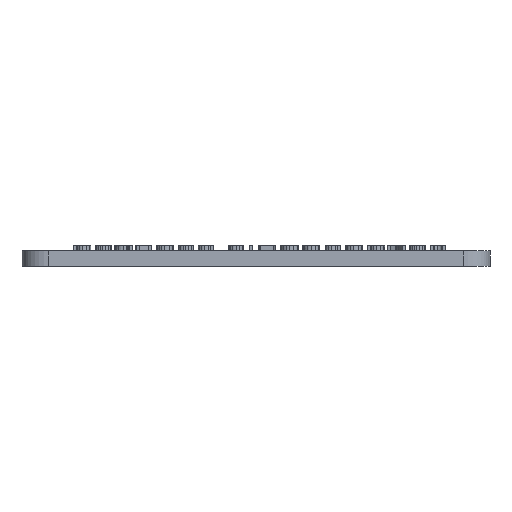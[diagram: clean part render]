
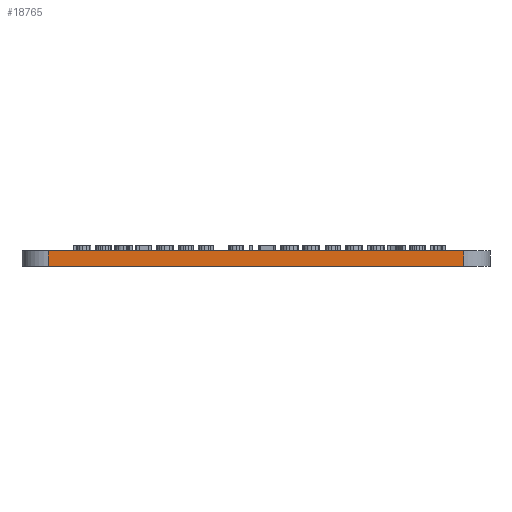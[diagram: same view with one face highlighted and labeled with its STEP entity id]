
A CAD part, left-side view. The second image highlights one B-rep face of the part: STEP entity #18765.
In plain terms, the highlighted planar face has unit normal (-1, 0, 0).
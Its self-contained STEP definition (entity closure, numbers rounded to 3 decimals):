
#18707 = VERTEX_POINT('',#18708);
#18708 = CARTESIAN_POINT('',(-12.365,35.298,3.));
#18715 = EDGE_CURVE('',#18716,#18707,#18718,.T.);
#18716 = VERTEX_POINT('',#18717);
#18717 = CARTESIAN_POINT('',(-12.365,35.298,0.));
#18718 = LINE('',#18719,#18720);
#18719 = CARTESIAN_POINT('',(-12.365,35.298,0.));
#18720 = VECTOR('',#18721,1.);
#18721 = DIRECTION('',(0.,0.,1.));
#18765 = ADVANCED_FACE('',(#18766),#18791,.F.);
#18766 = FACE_BOUND('',#18767,.F.);
#18767 = EDGE_LOOP('',(#18768,#18769,#18777,#18785));
#18768 = ORIENTED_EDGE('',*,*,#18715,.T.);
#18769 = ORIENTED_EDGE('',*,*,#18770,.T.);
#18770 = EDGE_CURVE('',#18707,#18771,#18773,.T.);
#18771 = VERTEX_POINT('',#18772);
#18772 = CARTESIAN_POINT('',(-12.365,-44.202,3.));
#18773 = LINE('',#18774,#18775);
#18774 = CARTESIAN_POINT('',(-12.365,35.298,3.));
#18775 = VECTOR('',#18776,1.);
#18776 = DIRECTION('',(0.,-1.,0.));
#18777 = ORIENTED_EDGE('',*,*,#18778,.F.);
#18778 = EDGE_CURVE('',#18779,#18771,#18781,.T.);
#18779 = VERTEX_POINT('',#18780);
#18780 = CARTESIAN_POINT('',(-12.365,-44.202,0.));
#18781 = LINE('',#18782,#18783);
#18782 = CARTESIAN_POINT('',(-12.365,-44.202,0.));
#18783 = VECTOR('',#18784,1.);
#18784 = DIRECTION('',(0.,0.,1.));
#18785 = ORIENTED_EDGE('',*,*,#18786,.F.);
#18786 = EDGE_CURVE('',#18716,#18779,#18787,.T.);
#18787 = LINE('',#18788,#18789);
#18788 = CARTESIAN_POINT('',(-12.365,35.298,0.));
#18789 = VECTOR('',#18790,1.);
#18790 = DIRECTION('',(0.,-1.,0.));
#18791 = PLANE('',#18792);
#18792 = AXIS2_PLACEMENT_3D('',#18793,#18794,#18795);
#18793 = CARTESIAN_POINT('',(-12.365,35.298,0.));
#18794 = DIRECTION('',(1.,0.,0.));
#18795 = DIRECTION('',(0.,-1.,0.));
